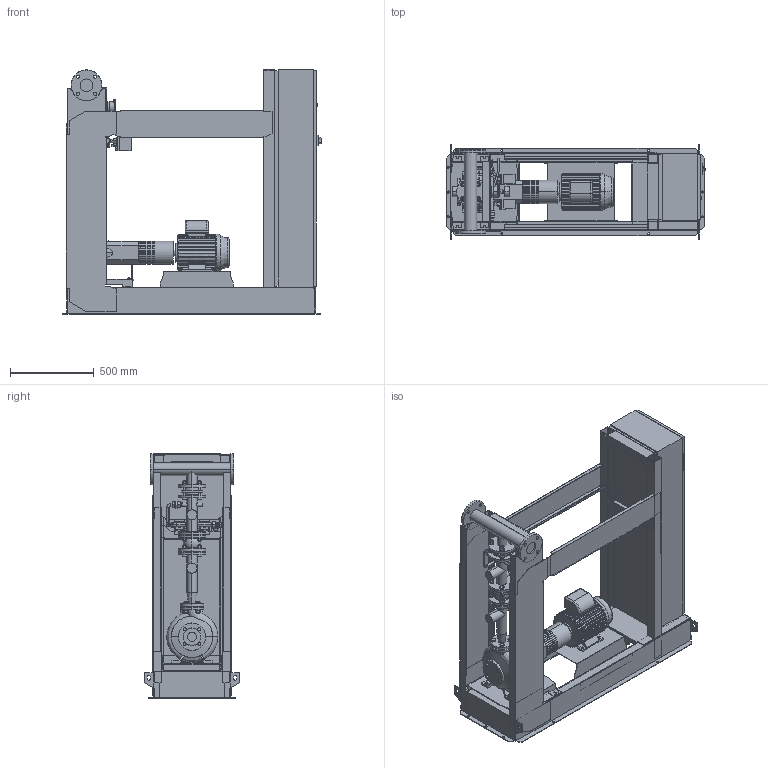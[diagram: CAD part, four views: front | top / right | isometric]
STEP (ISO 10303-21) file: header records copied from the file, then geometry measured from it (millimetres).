
FILE_DESCRIPTION((''),'2;1');
FILE_NAME('3d_Sifire-EN-32_200-177-4E-4183650.stp','2015-05-25T14:11:51',(''),(''),'Mechanical Desktop 2009','Mechanical Desktop 2009',', , ');
FILE_SCHEMA(('CONFIG_CONTROL_DESIGN'));
Length unit declared in the file: millimetre
Products named in the file (1): Product
Bounding box: 1554.5 x 568 x 1463 mm (x, y, z)
Volume: 182705906.5 mm3; surface area: 15658964.3 mm2
Topology: 97 solids, 97 shells, 2653 faces, 6521 edges, 4164 vertices
Faces by surface type: plane 1080, bspline 782, cylinder 499, cone 234, torus 50, sphere 8
Entity records: 86141 total; most frequent: CARTESIAN_POINT 26929, ORIENTED_EDGE 13030, DIRECTION 11066, EDGE_CURVE 6515, VERTEX_POINT 4163, VECTOR 3748, LINE 3748, AXIS2_PLACEMENT_3D 3659
